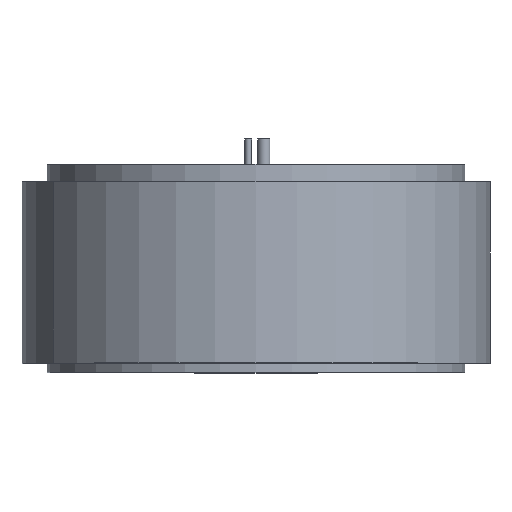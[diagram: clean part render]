
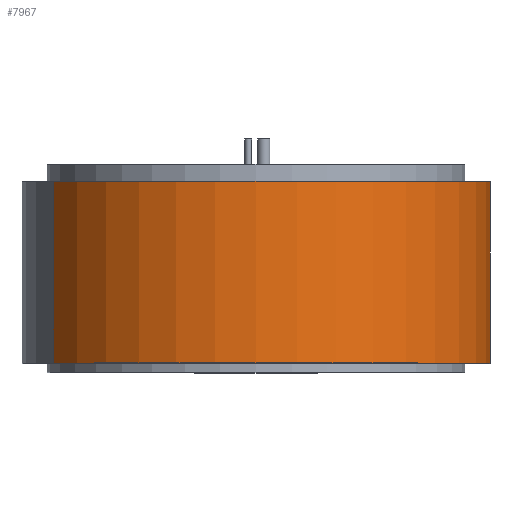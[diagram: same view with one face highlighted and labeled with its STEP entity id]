
A CAD part, top view. The second image highlights one B-rep face of the part: STEP entity #7967.
In plain terms, the highlighted cylindrical face has radius 180 mm (diameter 360 mm), a partial arc.
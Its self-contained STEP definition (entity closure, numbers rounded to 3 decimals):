
#10 = CYLINDRICAL_SURFACE ( 'NONE', #1846, 180. ) ;
#759 = ORIENTED_EDGE ( 'NONE', *, *, #3541, .F. ) ;
#1022 = CARTESIAN_POINT ( 'NONE',  ( -180., 69.8, 0. ) ) ;
#1846 = AXIS2_PLACEMENT_3D ( 'NONE', #12648, #11883, #7724 ) ;
#2805 = DIRECTION ( 'NONE',  ( 1., 0., 0. ) ) ;
#3276 = CIRCLE ( 'NONE', #10565, 180. ) ;
#3494 = LINE ( 'NONE', #6041, #4826 ) ;
#3537 = CARTESIAN_POINT ( 'NONE',  ( -180., -3665.723, 0. ) ) ;
#3541 = EDGE_CURVE ( 'NONE', #7207, #9549, #3494, .T. ) ;
#3642 = DIRECTION ( 'NONE',  ( 1., 0., 0. ) ) ;
#3932 = CARTESIAN_POINT ( 'NONE',  ( 180., -69.8, 0. ) ) ;
#3963 = ORIENTED_EDGE ( 'NONE', *, *, #9054, .T. ) ;
#4208 = ORIENTED_EDGE ( 'NONE', *, *, #6657, .F. ) ;
#4600 = EDGE_CURVE ( 'NONE', #8888, #10920, #5607, .T. ) ;
#4826 = VECTOR ( 'NONE', #6114, 1000. ) ;
#4937 = DIRECTION ( 'NONE',  ( 0., -1., 0. ) ) ;
#5607 = LINE ( 'NONE', #3537, #11540 ) ;
#5653 = DIRECTION ( 'NONE',  ( 0., -1., 0. ) ) ;
#6041 = CARTESIAN_POINT ( 'NONE',  ( 180., -3665.723, 0. ) ) ;
#6114 = DIRECTION ( 'NONE',  ( 0., -1., 0. ) ) ;
#6419 = EDGE_LOOP ( 'NONE', ( #3963, #10545, #4208, #759 ) ) ;
#6657 = EDGE_CURVE ( 'NONE', #9549, #10920, #3276, .T. ) ;
#7014 = CARTESIAN_POINT ( 'NONE',  ( 180., 69.8, 0. ) ) ;
#7207 = VERTEX_POINT ( 'NONE', #7014 ) ;
#7724 = DIRECTION ( 'NONE',  ( 1., 0., 0. ) ) ;
#7919 = FACE_OUTER_BOUND ( 'NONE', #6419, .T. ) ;
#7967 = ADVANCED_FACE ( 'NONE', ( #7919 ), #10, .T. ) ;
#8543 = CIRCLE ( 'NONE', #11873, 180. ) ;
#8572 = CARTESIAN_POINT ( 'NONE',  ( -180., -69.8, 0. ) ) ;
#8888 = VERTEX_POINT ( 'NONE', #1022 ) ;
#9054 = EDGE_CURVE ( 'NONE', #7207, #8888, #8543, .T. ) ;
#9485 = DIRECTION ( 'NONE',  ( 0., -1., 0. ) ) ;
#9549 = VERTEX_POINT ( 'NONE', #3932 ) ;
#9709 = CARTESIAN_POINT ( 'NONE',  ( 0., -69.8, 0. ) ) ;
#10545 = ORIENTED_EDGE ( 'NONE', *, *, #4600, .T. ) ;
#10565 = AXIS2_PLACEMENT_3D ( 'NONE', #9709, #5653, #3642 ) ;
#10920 = VERTEX_POINT ( 'NONE', #8572 ) ;
#11540 = VECTOR ( 'NONE', #9485, 1000. ) ;
#11873 = AXIS2_PLACEMENT_3D ( 'NONE', #12680, #4937, #2805 ) ;
#11883 = DIRECTION ( 'NONE',  ( 0., -1., 0. ) ) ;
#12648 = CARTESIAN_POINT ( 'NONE',  ( 0., -3665.723, 0. ) ) ;
#12680 = CARTESIAN_POINT ( 'NONE',  ( 0., 69.8, 0. ) ) ;
